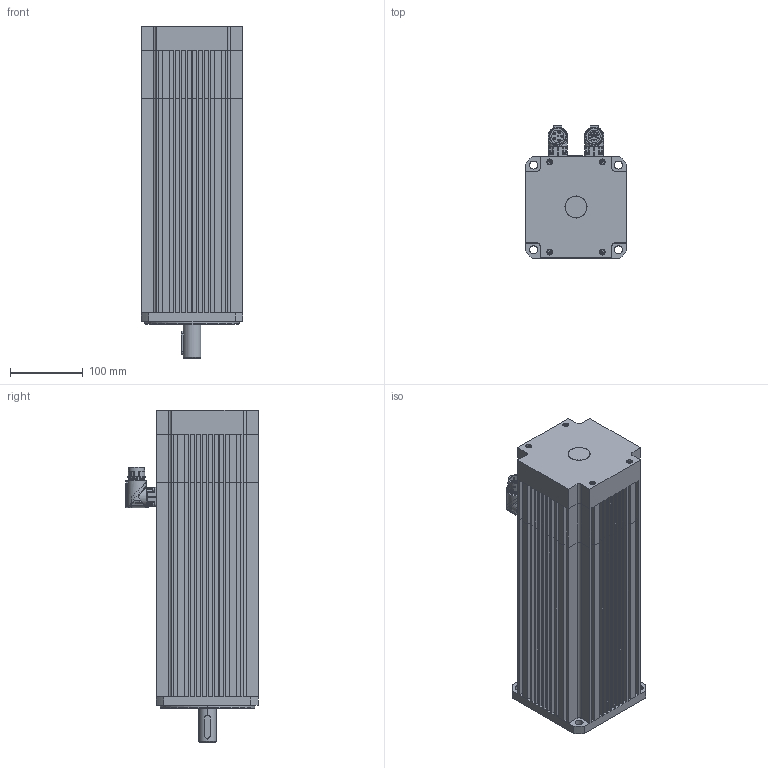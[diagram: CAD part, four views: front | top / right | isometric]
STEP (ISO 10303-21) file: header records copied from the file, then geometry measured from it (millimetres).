
FILE_DESCRIPTION((''),'2;1');
FILE_NAME('FP-3314 + Encoder Sick Stegmann SRS-SRM 50 + Fre Keb 08-36.stp','2012-09-14T09:11:48',('arodrigo'),(''),'Autodesk Inventor 9','Autodesk Inventor 9','');
FILE_SCHEMA(('AUTOMOTIVE_DESIGN { 1 0 10303 214 1 1 1 1 }'));
Length unit declared in the file: millimetre
Products named in the file (1): Pieza1
Bounding box: 140 x 182.15 x 456.4 mm (x, y, z)
Volume: 3721826.9 mm3; surface area: 637780.5 mm2
Topology: 27 solids, 35 shells, 1563 faces, 4023 edges, 2431 vertices
Faces by surface type: plane 738, cylinder 462, bspline 151, cone 94, sphere 62, torus 56
Entity records: 48139 total; most frequent: CARTESIAN_POINT 11163, DIRECTION 7799, ORIENTED_EDGE 7696, EDGE_CURVE 3848, AXIS2_PLACEMENT_3D 2887, VERTEX_POINT 2415, VECTOR 2025, LINE 2025
